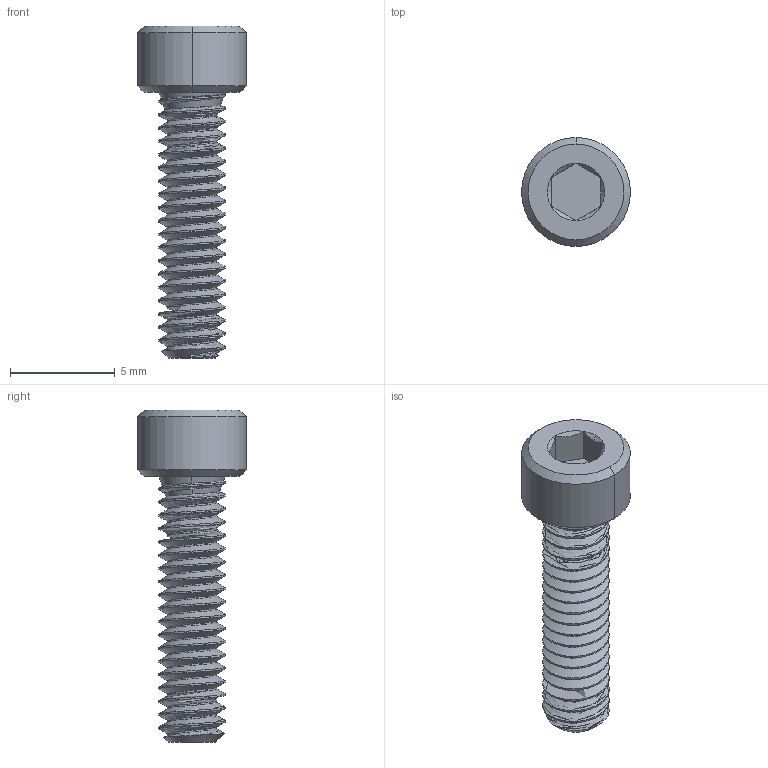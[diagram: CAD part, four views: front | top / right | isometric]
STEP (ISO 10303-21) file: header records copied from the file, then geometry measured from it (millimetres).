
FILE_DESCRIPTION (( 'STEP AP203' ), '1' );
FILE_NAME ('91251A128_Black-Oxide Alloy Steel Socket Head Screw.STEP', '2021-07-22T13:32:07', ( 'Administrator' ), ( 'Managed by Terraform' ), 'SwSTEP 2.0', 'SolidWorks 2017', '' );
FILE_SCHEMA (( 'CONFIG_CONTROL_DESIGN' ));
Length unit declared in the file: inch
Products named in the file (1): 91251A128_Black-Oxide Alloy Steel Socket Head Screw
Bounding box: 5.21 x 5.21 x 15.88 mm (x, y, z)
Volume: 135.6 mm3; surface area: 286.5 mm2
Topology: 1 solids, 1 shells, 74 faces, 192 edges, 122 vertices
Faces by surface type: cylinder 41, cone 20, plane 10, bspline 3
Entity records: 4689 total; most frequent: CARTESIAN_POINT 3087, ORIENTED_EDGE 384, DIRECTION 253, EDGE_CURVE 192, VERTEX_POINT 122, AXIS2_PLACEMENT_3D 94, EDGE_LOOP 76, FACE_OUTER_BOUND 74
